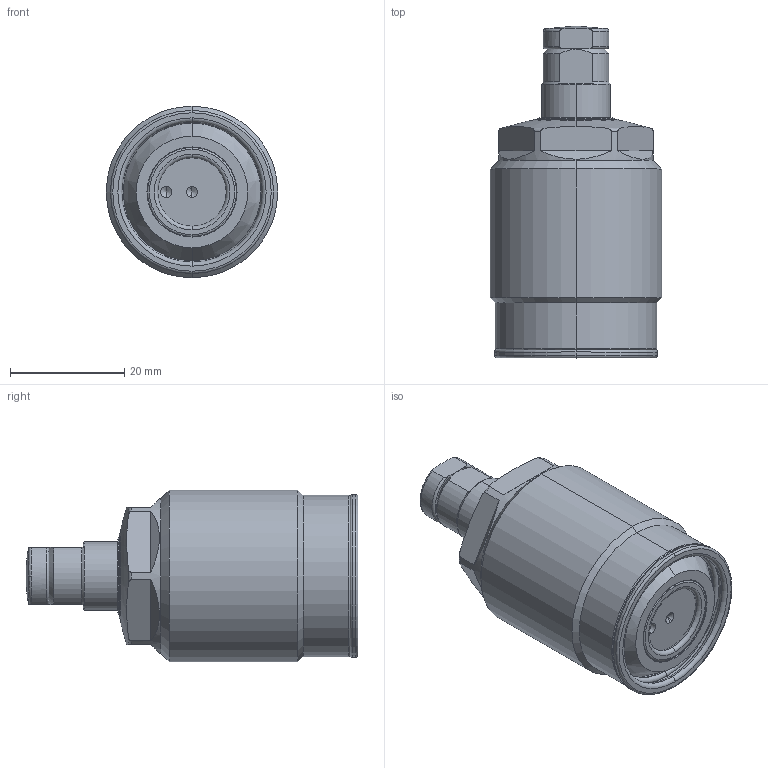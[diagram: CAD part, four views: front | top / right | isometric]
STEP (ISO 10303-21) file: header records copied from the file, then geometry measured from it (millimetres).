
FILE_DESCRIPTION(/* description */ (''),/* implementation_level */ '2;1');
FILE_NAME(/* name */ 'TSS30-S.stp',/* time_stamp */ '2025-01-10T10:16:41+08:00',/* author */ (''),/* organization */ (''),/* preprocessor_version */ 'ST-DEVELOPER v16.7',/* originating_system */ 'SIEMENS PLM Software NX 12.0',/* authorisation */ '');
FILE_SCHEMA (('AUTOMOTIVE_DESIGN { 1 0 10303 214 3 1 1 1 }'));
Length unit declared in the file: millimetre
Products named in the file (7): XLD-M8_contactbolt5030; XLD-M8_Oring4933; TSS30-S-04; TSS30-S-02; TSS30-S-01; TSS30-S-03; TSS30-S_stp
Assembly tree (6 placements, depth 3):
  TSS30-S_stp
    TSS30-S-01
    TSS30-S-02
    TSS30-S-03
      XLD-M8_Oring4933
      XLD-M8_contactbolt5030
    TSS30-S-04
Bounding box: 30 x 58 x 30 mm (x, y, z)
Volume: 27081.2 mm3; surface area: 8033 mm2
Topology: 5 solids, 5 shells, 168 faces, 372 edges, 222 vertices
Faces by surface type: torus 58, cylinder 43, plane 37, cone 28, sphere 2
Entity records: 5059 total; most frequent: CARTESIAN_POINT 1109, DIRECTION 901, ORIENTED_EDGE 736, AXIS2_PLACEMENT_3D 402, EDGE_CURVE 368, CIRCLE 227, VERTEX_POINT 222, EDGE_LOOP 184
